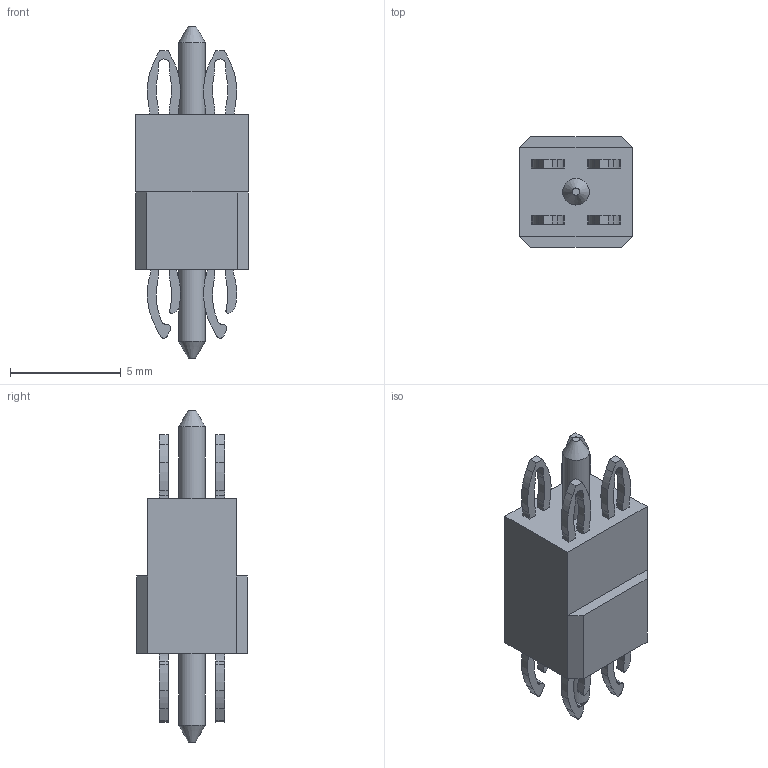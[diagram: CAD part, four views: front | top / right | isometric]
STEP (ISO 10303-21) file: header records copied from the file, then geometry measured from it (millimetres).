
FILE_DESCRIPTION(/* description */ (''),/* implementation_level */ '2;1');
FILE_NAME(/* name */ 'B2B-KON_41.04.254.01.01 v2.step',/* time_stamp */ '2024-04-03T06:53:05+02:00',/* author */ (''),/* organization */ (''),/* preprocessor_version */ 'ST-DEVELOPER v20',/* originating_system */ 'Autodesk Translation Framework v12.20.1.177',/* authorisation */ '');
FILE_SCHEMA (('AUTOMOTIVE_DESIGN { 1 0 10303 214 3 1 1 }'));
Length unit declared in the file: millimetre
Products named in the file (1): B2B-KON_41.04.254.01.01
Bounding box: 5.08 x 5 x 15 mm (x, y, z)
Volume: 173 mm3; surface area: 273.7 mm2
Topology: 1 solids, 1 shells, 216 faces, 606 edges, 402 vertices
Faces by surface type: cylinder 118, plane 96, cone 2
Full cylindrical faces by diameter (mm): 1.2 x2
Entity records: 7096 total; most frequent: DIRECTION 1278, CARTESIAN_POINT 1225, ORIENTED_EDGE 1212, EDGE_CURVE 606, AXIS2_PLACEMENT_3D 455, VERTEX_POINT 402, LINE 368, VECTOR 368
